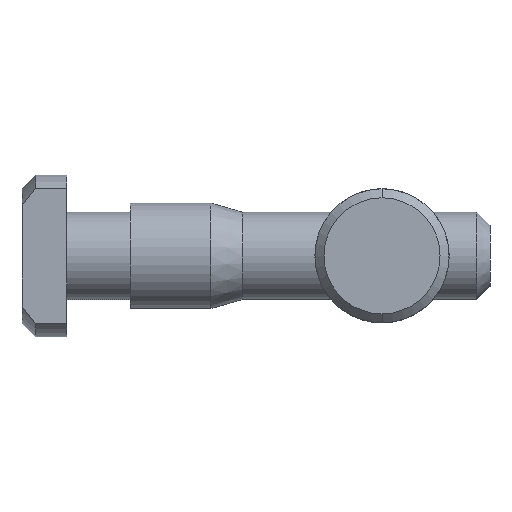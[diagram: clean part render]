
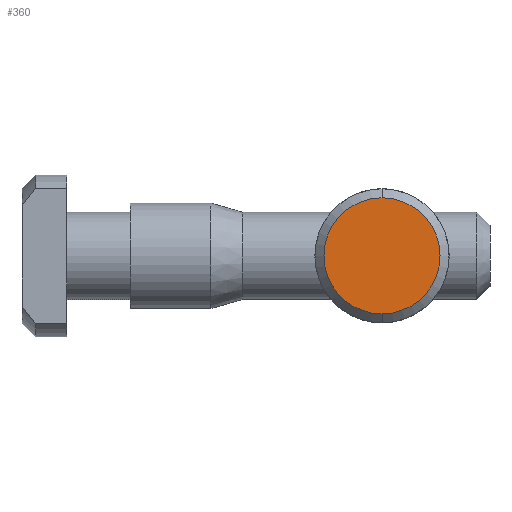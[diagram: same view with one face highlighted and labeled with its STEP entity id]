
A CAD part, left-side view. The second image highlights one B-rep face of the part: STEP entity #360.
In plain terms, the highlighted face is planar.
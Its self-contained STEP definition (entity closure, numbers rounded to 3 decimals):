
#148 = CARTESIAN_POINT ( 'NONE',  ( 0., 29.1, -6.45 ) ) ;
#160 = CARTESIAN_POINT ( 'NONE',  ( 0., 29.1, 0. ) ) ;
#280 = ORIENTED_EDGE ( 'NONE', *, *, #1883, .T. ) ;
#360 = ADVANCED_FACE ( 'NONE', ( #2518 ), #617, .T. ) ;
#482 = CARTESIAN_POINT ( 'NONE',  ( 0., 29.1, 0. ) ) ;
#584 = DIRECTION ( 'NONE',  ( 0., 0., 1. ) ) ;
#617 = PLANE ( 'NONE',  #1087 ) ;
#645 = CIRCLE ( 'NONE', #1654, 6.45 ) ;
#1009 = EDGE_LOOP ( 'NONE', ( #280, #1780 ) ) ;
#1087 = AXIS2_PLACEMENT_3D ( 'NONE', #482, #1211, #1590 ) ;
#1211 = DIRECTION ( 'NONE',  ( 0., 1., 0. ) ) ;
#1265 = VERTEX_POINT ( 'NONE', #148 ) ;
#1465 = CARTESIAN_POINT ( 'NONE',  ( 0., 29.1, 0. ) ) ;
#1513 = CARTESIAN_POINT ( 'NONE',  ( 0., 29.1, 6.45 ) ) ;
#1555 = VERTEX_POINT ( 'NONE', #1513 ) ;
#1590 = DIRECTION ( 'NONE',  ( 0., 0., 1. ) ) ;
#1654 = AXIS2_PLACEMENT_3D ( 'NONE', #160, #2375, #2007 ) ;
#1780 = ORIENTED_EDGE ( 'NONE', *, *, #1940, .T. ) ;
#1883 = EDGE_CURVE ( 'NONE', #1265, #1555, #1967, .T. ) ;
#1940 = EDGE_CURVE ( 'NONE', #1555, #1265, #645, .T. ) ;
#1967 = CIRCLE ( 'NONE', #2495, 6.45 ) ;
#2007 = DIRECTION ( 'NONE',  ( 0., 0., 1. ) ) ;
#2375 = DIRECTION ( 'NONE',  ( 0., 1., 0. ) ) ;
#2465 = DIRECTION ( 'NONE',  ( 0., 1., 0. ) ) ;
#2495 = AXIS2_PLACEMENT_3D ( 'NONE', #1465, #2465, #584 ) ;
#2518 = FACE_OUTER_BOUND ( 'NONE', #1009, .T. ) ;
